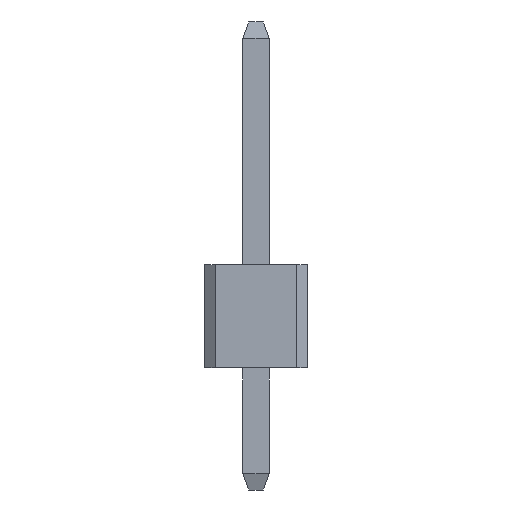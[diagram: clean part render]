
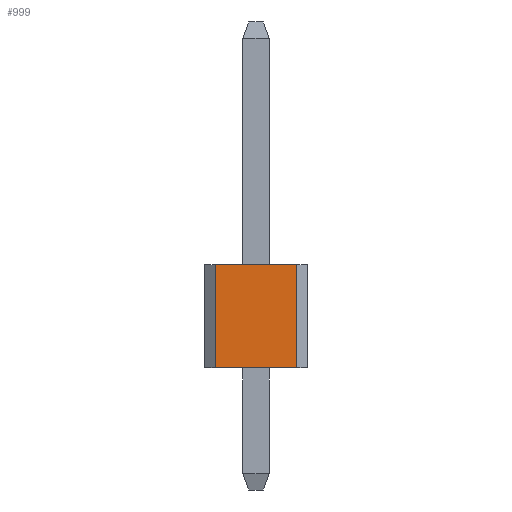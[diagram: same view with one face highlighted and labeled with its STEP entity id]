
A CAD part, front view. The second image highlights one B-rep face of the part: STEP entity #999.
In plain terms, the highlighted planar face has unit normal (0, -1, 0).
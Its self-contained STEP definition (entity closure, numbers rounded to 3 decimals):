
#16 = VECTOR ( 'NONE', #974, 1000. ) ;
#134 = LINE ( 'NONE', #352, #800 ) ;
#225 = DIRECTION ( 'NONE',  ( 0., 0., -1. ) ) ;
#292 = ORIENTED_EDGE ( 'NONE', *, *, #339, .F. ) ;
#329 = DIRECTION ( 'NONE',  ( -1., 0., 0. ) ) ;
#339 = EDGE_CURVE ( 'NONE', #1201, #884, #134, .T. ) ;
#352 = CARTESIAN_POINT ( 'NONE',  ( -1., -1.27, 3. ) ) ;
#401 = DIRECTION ( 'NONE',  ( 0., -1., 0. ) ) ;
#436 = VERTEX_POINT ( 'NONE', #1274 ) ;
#471 = CARTESIAN_POINT ( 'NONE',  ( -1., -1.27, 5.54 ) ) ;
#503 = LINE ( 'NONE', #1401, #791 ) ;
#524 = DIRECTION ( 'NONE',  ( 0., 0., -1. ) ) ;
#583 = LINE ( 'NONE', #471, #1094 ) ;
#609 = CARTESIAN_POINT ( 'NONE',  ( -1., -1.27, 5.54 ) ) ;
#631 = EDGE_CURVE ( 'NONE', #436, #1530, #1332, .T. ) ;
#764 = CARTESIAN_POINT ( 'NONE',  ( -1., -1.27, 5.54 ) ) ;
#791 = VECTOR ( 'NONE', #1263, 1000. ) ;
#800 = VECTOR ( 'NONE', #329, 1000. ) ;
#884 = VERTEX_POINT ( 'NONE', #1571 ) ;
#950 = FACE_OUTER_BOUND ( 'NONE', #1469, .T. ) ;
#965 = EDGE_CURVE ( 'NONE', #1530, #884, #583, .T. ) ;
#974 = DIRECTION ( 'NONE',  ( -1., 0., 0. ) ) ;
#999 = ADVANCED_FACE ( 'NONE', ( #950 ), #1325, .T. ) ;
#1001 = AXIS2_PLACEMENT_3D ( 'NONE', #764, #401, #524 ) ;
#1019 = CARTESIAN_POINT ( 'NONE',  ( 1., -1.27, 3. ) ) ;
#1029 = EDGE_CURVE ( 'NONE', #436, #1201, #503, .T. ) ;
#1094 = VECTOR ( 'NONE', #225, 1000. ) ;
#1186 = ORIENTED_EDGE ( 'NONE', *, *, #1029, .F. ) ;
#1201 = VERTEX_POINT ( 'NONE', #1019 ) ;
#1263 = DIRECTION ( 'NONE',  ( 0., 0., -1. ) ) ;
#1274 = CARTESIAN_POINT ( 'NONE',  ( 1., -1.27, 5.54 ) ) ;
#1306 = ORIENTED_EDGE ( 'NONE', *, *, #965, .T. ) ;
#1325 = PLANE ( 'NONE',  #1001 ) ;
#1332 = LINE ( 'NONE', #1490, #16 ) ;
#1401 = CARTESIAN_POINT ( 'NONE',  ( 1., -1.27, 5.54 ) ) ;
#1469 = EDGE_LOOP ( 'NONE', ( #292, #1186, #1570, #1306 ) ) ;
#1490 = CARTESIAN_POINT ( 'NONE',  ( -1., -1.27, 5.54 ) ) ;
#1530 = VERTEX_POINT ( 'NONE', #609 ) ;
#1570 = ORIENTED_EDGE ( 'NONE', *, *, #631, .T. ) ;
#1571 = CARTESIAN_POINT ( 'NONE',  ( -1., -1.27, 3. ) ) ;
